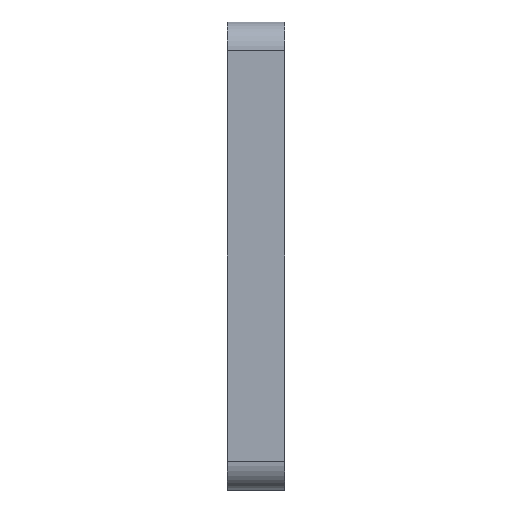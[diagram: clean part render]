
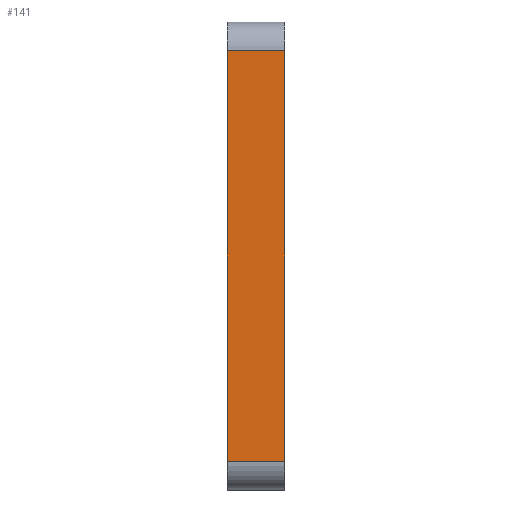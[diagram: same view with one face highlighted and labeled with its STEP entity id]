
A CAD part, left-side view. The second image highlights one B-rep face of the part: STEP entity #141.
In plain terms, the highlighted planar face has unit normal (-1, 0, 0).
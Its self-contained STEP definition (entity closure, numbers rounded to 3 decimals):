
#2 = ORIENTED_EDGE ( 'NONE', *, *, #187, .T. ) ;
#3 = EDGE_CURVE ( 'NONE', #609, #876, #389, .T. ) ;
#4 = ORIENTED_EDGE ( 'NONE', *, *, #3, .T. ) ;
#8 = AXIS2_PLACEMENT_3D ( 'NONE', #883, #943, #879 ) ;
#124 = EDGE_CURVE ( 'NONE', #460, #144, #874, .T. ) ;
#128 = EDGE_LOOP ( 'NONE', ( #843, #178, #2, #4 ) ) ;
#141 = ADVANCED_FACE ( 'NONE', ( #866 ), #885, .F. ) ;
#144 = VERTEX_POINT ( 'NONE', #875 ) ;
#178 = ORIENTED_EDGE ( 'NONE', *, *, #124, .T. ) ;
#187 = EDGE_CURVE ( 'NONE', #144, #609, #715, .T. ) ;
#386 = VECTOR ( 'NONE', #448, 1000. ) ;
#389 = LINE ( 'NONE', #900, #461 ) ;
#394 = LINE ( 'NONE', #457, #386 ) ;
#437 = CARTESIAN_POINT ( 'NONE',  ( -24.25, 3., 21.25 ) ) ;
#448 = DIRECTION ( 'NONE',  ( 0., 0., 1. ) ) ;
#457 = CARTESIAN_POINT ( 'NONE',  ( -24.25, 3., -24.25 ) ) ;
#460 = VERTEX_POINT ( 'NONE', #686 ) ;
#461 = VECTOR ( 'NONE', #918, 1000. ) ;
#564 = CARTESIAN_POINT ( 'NONE',  ( -24.25, -3., -24.25 ) ) ;
#571 = CARTESIAN_POINT ( 'NONE',  ( -24.25, -3., 21.25 ) ) ;
#603 = DIRECTION ( 'NONE',  ( 0., 0., 1. ) ) ;
#609 = VERTEX_POINT ( 'NONE', #571 ) ;
#686 = CARTESIAN_POINT ( 'NONE',  ( -24.25, 3., -21.25 ) ) ;
#715 = LINE ( 'NONE', #564, #721 ) ;
#721 = VECTOR ( 'NONE', #603, 1000. ) ;
#827 = EDGE_CURVE ( 'NONE', #460, #876, #394, .T. ) ;
#843 = ORIENTED_EDGE ( 'NONE', *, *, #827, .F. ) ;
#866 = FACE_OUTER_BOUND ( 'NONE', #128, .T. ) ;
#874 = LINE ( 'NONE', #993, #881 ) ;
#875 = CARTESIAN_POINT ( 'NONE',  ( -24.25, -3., -21.25 ) ) ;
#876 = VERTEX_POINT ( 'NONE', #437 ) ;
#879 = DIRECTION ( 'NONE',  ( 0., 0., -1. ) ) ;
#881 = VECTOR ( 'NONE', #941, 1000. ) ;
#883 = CARTESIAN_POINT ( 'NONE',  ( -24.25, 3., -24.25 ) ) ;
#885 = PLANE ( 'NONE',  #8 ) ;
#900 = CARTESIAN_POINT ( 'NONE',  ( -24.25, 3., 21.25 ) ) ;
#918 = DIRECTION ( 'NONE',  ( 0., 1., 0. ) ) ;
#941 = DIRECTION ( 'NONE',  ( 0., -1., 0. ) ) ;
#943 = DIRECTION ( 'NONE',  ( 1., 0., 0. ) ) ;
#993 = CARTESIAN_POINT ( 'NONE',  ( -24.25, 3., -21.25 ) ) ;
